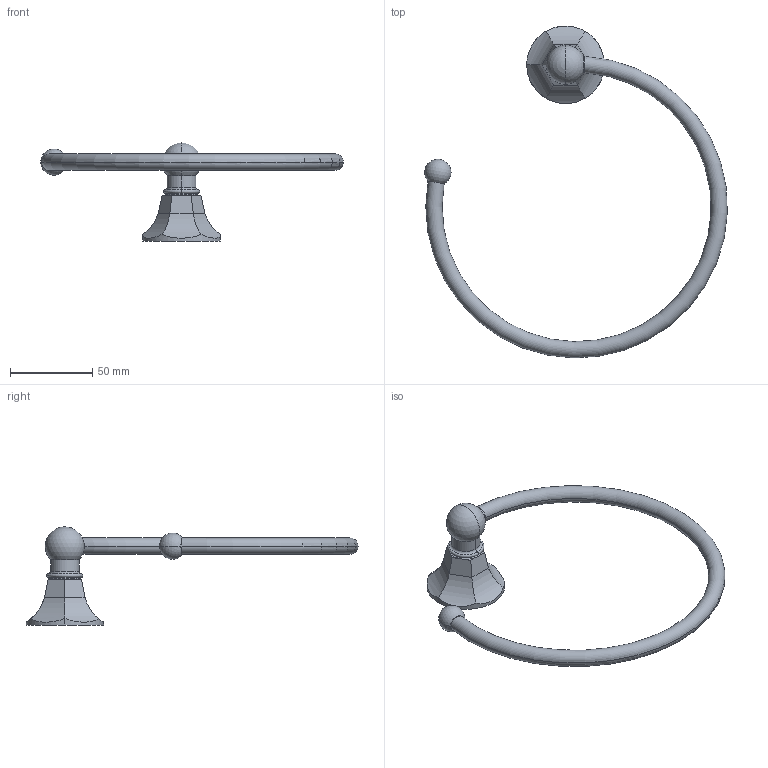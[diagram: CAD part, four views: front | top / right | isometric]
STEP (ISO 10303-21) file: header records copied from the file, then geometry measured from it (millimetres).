
FILE_DESCRIPTION((''),'2;1');
FILE_NAME('1200-1400','2022-02-07T09:30:15',('rsmith'),(''),'CREO PARAMETRIC BY PTC INC, 2018400','CREO PARAMETRIC BY PTC INC, 2018400','');
FILE_SCHEMA(('AUTOMOTIVE_DESIGN { 1 0 10303 214 1 1 1 1 }'));
Length unit declared in the file: inch
Products named in the file (1): 1200-1400
Bounding box: 183.49 x 201.25 x 59.54 mm (x, y, z)
Volume: 65966.2 mm3; surface area: 21024.9 mm2
Topology: 1 solids, 1 shells, 38 faces, 86 edges, 50 vertices
Faces by surface type: cylinder 20, torus 8, plane 6, sphere 4
Entity records: 1850 total; most frequent: CARTESIAN_POINT 511, DIRECTION 172, ORIENTED_EDGE 164, COLOUR_RGB 147, PRESENTATION_STYLE_ASSIGNMENT 93, STYLED_ITEM 84, CURVE_STYLE 82, EDGE_CURVE 82
